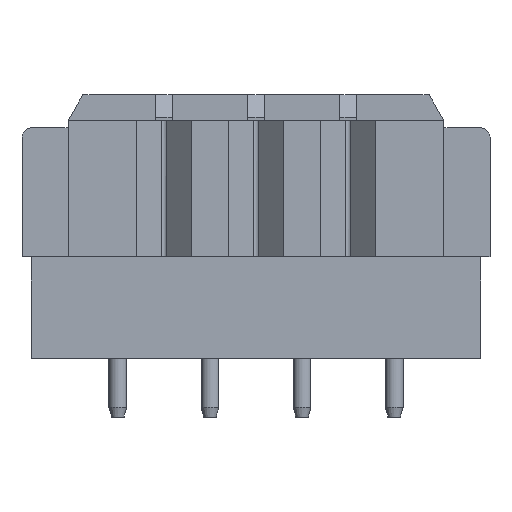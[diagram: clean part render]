
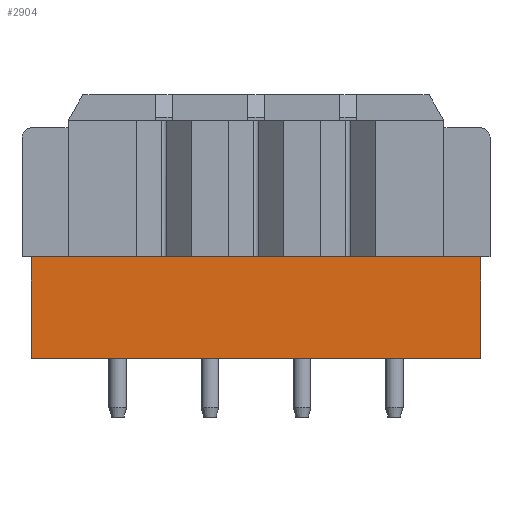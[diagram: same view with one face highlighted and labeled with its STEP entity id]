
A CAD part, left-side view. The second image highlights one B-rep face of the part: STEP entity #2904.
In plain terms, the highlighted planar face has unit normal (-1, 0, 0).
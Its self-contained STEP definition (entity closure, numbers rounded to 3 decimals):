
#2891=AXIS2_PLACEMENT_3D('Plane Axis2P3D',#2888,#2889,#2890) ;
#846=CARTESIAN_POINT('Vertex',(0.,24.9,8.7)) ;
#849=CARTESIAN_POINT('Line Origine',(0.,12.7,8.7)) ;
#853=CARTESIAN_POINT('Vertex',(0.,0.5,8.7)) ;
#2746=CARTESIAN_POINT('Line Origine',(0.,0.5,5.95)) ;
#2750=CARTESIAN_POINT('Vertex',(0.,0.5,3.2)) ;
#2829=CARTESIAN_POINT('Vertex',(0.,24.9,3.2)) ;
#2832=CARTESIAN_POINT('Line Origine',(0.,24.9,5.95)) ;
#2888=CARTESIAN_POINT('Axis2P3D Location',(0.,24.9,0.)) ;
#2893=CARTESIAN_POINT('Line Origine',(0.,12.7,3.2)) ;
#850=DIRECTION('Vector Direction',(0.,-1.,0.)) ;
#2747=DIRECTION('Vector Direction',(0.,0.,1.)) ;
#2833=DIRECTION('Vector Direction',(0.,0.,1.)) ;
#2889=DIRECTION('Axis2P3D Direction',(-1.,0.,0.)) ;
#2890=DIRECTION('Axis2P3D XDirection',(0.,-1.,0.)) ;
#2894=DIRECTION('Vector Direction',(0.,-1.,0.)) ;
#851=VECTOR('Line Direction',#850,1.) ;
#2748=VECTOR('Line Direction',#2747,1.) ;
#2834=VECTOR('Line Direction',#2833,1.) ;
#2895=VECTOR('Line Direction',#2894,1.) ;
#2899=ORIENTED_EDGE('',*,*,#2836,.F.) ;
#2900=ORIENTED_EDGE('',*,*,#2897,.T.) ;
#2901=ORIENTED_EDGE('',*,*,#2752,.T.) ;
#2902=ORIENTED_EDGE('',*,*,#855,.F.) ;
#2904=ADVANCED_FACE('Hauptkoerper',(#2903),#2892,.T.) ;
#855=EDGE_CURVE('',#847,#854,#852,.T.) ;
#2752=EDGE_CURVE('',#2751,#854,#2749,.T.) ;
#2836=EDGE_CURVE('',#2830,#847,#2835,.T.) ;
#2897=EDGE_CURVE('',#2830,#2751,#2896,.T.) ;
#2898=EDGE_LOOP('',(#2899,#2900,#2901,#2902)) ;
#2903=FACE_OUTER_BOUND('',#2898,.T.) ;
#852=LINE('Line',#849,#851) ;
#2749=LINE('Line',#2746,#2748) ;
#2835=LINE('Line',#2832,#2834) ;
#2896=LINE('Line',#2893,#2895) ;
#2892=PLANE('',#2891) ;
#847=VERTEX_POINT('',#846) ;
#854=VERTEX_POINT('',#853) ;
#2751=VERTEX_POINT('',#2750) ;
#2830=VERTEX_POINT('',#2829) ;
